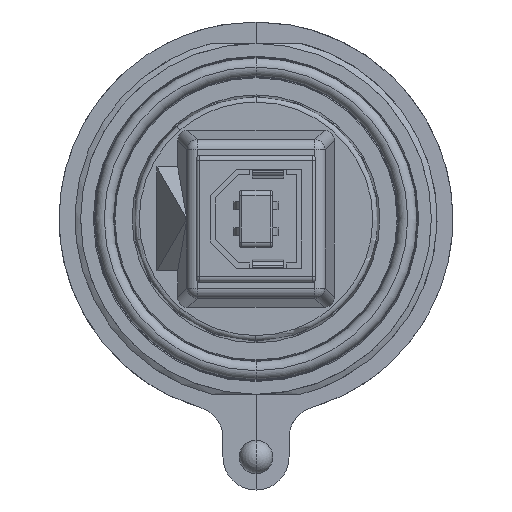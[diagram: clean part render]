
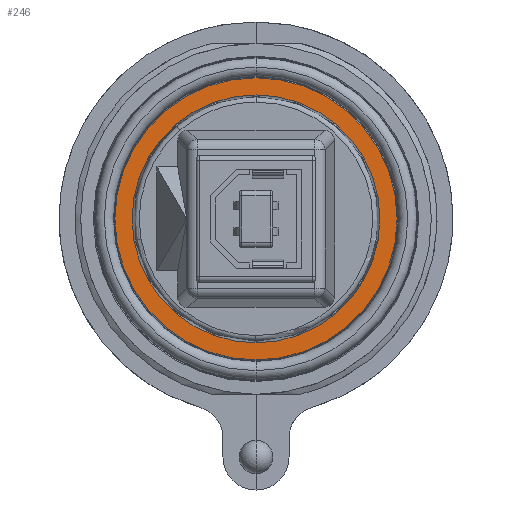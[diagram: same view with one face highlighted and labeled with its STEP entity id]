
A CAD part, left-side view. The second image highlights one B-rep face of the part: STEP entity #246.
In plain terms, the highlighted planar face has unit normal (-1, 0, 0).
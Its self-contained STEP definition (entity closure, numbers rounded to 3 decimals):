
#246=ADVANCED_FACE('',(#1531,#1532),#1533,.F.);
#1531=FACE_OUTER_BOUND('',#3874,.T.);
#1532=FACE_BOUND('',#3875,.T.);
#1533=PLANE('',#3876);
#3874=EDGE_LOOP('',(#11234,#11235));
#3875=EDGE_LOOP('',(#11236,#11237));
#3876=AXIS2_PLACEMENT_3D('',#11238,#11239,#11240);
#11234=ORIENTED_EDGE('',*,*,#18992,.F.);
#11235=ORIENTED_EDGE('',*,*,#18993,.T.);
#11236=ORIENTED_EDGE('',*,*,#18991,.F.);
#11237=ORIENTED_EDGE('',*,*,#18989,.F.);
#11238=CARTESIAN_POINT('',(0.0,0.0,0.0));
#11239=DIRECTION('',(1.0,0.0,0.0));
#11240=DIRECTION('',(0.0,1.0,0.0));
#18989=EDGE_CURVE('',#22302,#22304,#22305,.T.);
#18991=EDGE_CURVE('',#22304,#22302,#22307,.T.);
#18992=EDGE_CURVE('',#22308,#22309,#22310,.T.);
#18993=EDGE_CURVE('',#22308,#22309,#22311,.T.);
#22302=VERTEX_POINT('',#27782);
#22304=VERTEX_POINT('',#27785);
#22305=CIRCLE('',#27786,11.941);
#22307=CIRCLE('',#27789,11.941);
#22308=VERTEX_POINT('',#27790);
#22309=VERTEX_POINT('',#27791);
#22310=CIRCLE('',#27792,13.593);
#22311=CIRCLE('',#27793,13.593);
#27782=CARTESIAN_POINT('',(0.0,0.0,-11.941));
#27785=CARTESIAN_POINT('',(0.0,0.0,11.941));
#27786=AXIS2_PLACEMENT_3D('',#38943,#38944,#38945);
#27789=AXIS2_PLACEMENT_3D('',#38947,#38948,#38949);
#27790=CARTESIAN_POINT('',(0.0,0.0,-13.593));
#27791=CARTESIAN_POINT('',(0.0,0.0,13.593));
#27792=AXIS2_PLACEMENT_3D('',#38950,#38951,#38952);
#27793=AXIS2_PLACEMENT_3D('',#38953,#38954,#38955);
#38943=CARTESIAN_POINT('',(0.0,0.0,0.0));
#38944=DIRECTION('',(-1.0,0.0,0.0));
#38945=DIRECTION('',(0.0,0.0,-1.0));
#38947=CARTESIAN_POINT('',(0.0,0.0,0.0));
#38948=DIRECTION('',(-1.0,0.0,0.0));
#38949=DIRECTION('',(0.0,0.0,1.0));
#38950=CARTESIAN_POINT('',(0.0,0.0,0.0));
#38951=DIRECTION('',(1.0,0.0,0.0));
#38952=DIRECTION('',(0.0,0.0,-1.0));
#38953=CARTESIAN_POINT('',(0.0,0.0,0.0));
#38954=DIRECTION('',(-1.0,0.0,0.0));
#38955=DIRECTION('',(0.0,0.0,-1.0));
